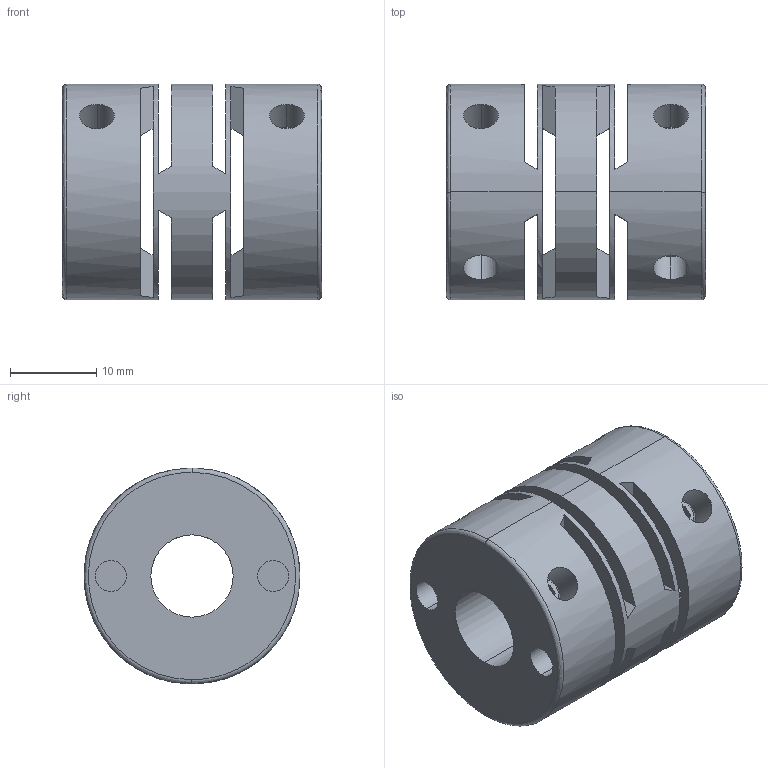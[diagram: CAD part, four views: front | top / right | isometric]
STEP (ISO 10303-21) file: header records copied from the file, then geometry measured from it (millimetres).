
FILE_DESCRIPTION (( 'STEP AP214' ), '1' );
FILE_NAME ('MCGL25-10-952.STEP', '2016-06-30T14:09:50', ( '' ), ( '' ), 'SwSTEP 2.0', 'SolidWorks 2016', '' );
FILE_SCHEMA (( 'AUTOMOTIVE_DESIGN' ));
Length unit declared in the file: millimetre
Products named in the file (1): MCGL25-10-952
Bounding box: 30 x 25 x 25 mm (x, y, z)
Volume: 9676.5 mm3; surface area: 7049 mm2
Topology: 1 solids, 1 shells, 142 faces, 392 edges, 244 vertices
Faces by surface type: plane 70, cylinder 36, cone 32, bspline 4
Entity records: 5045 total; most frequent: CARTESIAN_POINT 1440, ORIENTED_EDGE 752, DIRECTION 734, EDGE_CURVE 376, AXIS2_PLACEMENT_3D 259, VERTEX_POINT 244, LINE 216, VECTOR 216
